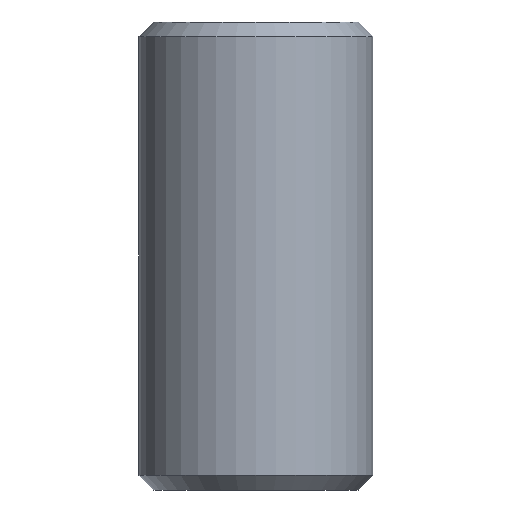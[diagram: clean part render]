
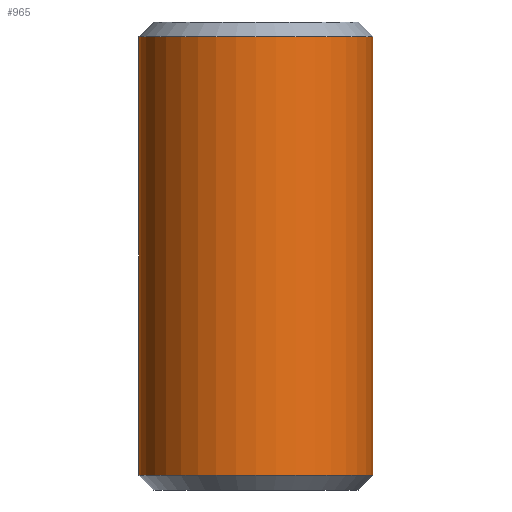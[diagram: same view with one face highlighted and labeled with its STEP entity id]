
A CAD part, front view. The second image highlights one B-rep face of the part: STEP entity #965.
In plain terms, the highlighted cylindrical face has radius 2 mm (diameter 4 mm), a full revolution.
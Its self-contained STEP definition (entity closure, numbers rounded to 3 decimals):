
#73=FACE_OUTER_BOUND('',#125,.T.);
#125=EDGE_LOOP('',(#750,#751,#752,#753,#754,#755));
#144=CIRCLE('',#1039,2.);
#145=CIRCLE('',#1040,2.);
#146=CIRCLE('',#1042,2.);
#147=CIRCLE('',#1043,2.);
#285=LINE('',#2992,#329);
#329=VECTOR('',#1209,2.);
#424=VERTEX_POINT('',#2982);
#425=VERTEX_POINT('',#2984);
#426=VERTEX_POINT('',#2988);
#427=VERTEX_POINT('',#2989);
#561=EDGE_CURVE('',#424,#425,#144,.T.);
#562=EDGE_CURVE('',#425,#424,#145,.T.);
#563=EDGE_CURVE('',#426,#427,#146,.T.);
#564=EDGE_CURVE('',#427,#426,#147,.T.);
#565=EDGE_CURVE('',#427,#425,#285,.T.);
#750=ORIENTED_EDGE('',*,*,#563,.F.);
#751=ORIENTED_EDGE('',*,*,#564,.F.);
#752=ORIENTED_EDGE('',*,*,#565,.T.);
#753=ORIENTED_EDGE('',*,*,#561,.F.);
#754=ORIENTED_EDGE('',*,*,#562,.F.);
#755=ORIENTED_EDGE('',*,*,#565,.F.);
#920=CYLINDRICAL_SURFACE('',#1041,2.);
#965=ADVANCED_FACE('',(#73),#920,.T.);
#1039=AXIS2_PLACEMENT_3D('',#2985,#1199,#1200);
#1040=AXIS2_PLACEMENT_3D('',#2986,#1201,#1202);
#1041=AXIS2_PLACEMENT_3D('',#2987,#1203,#1204);
#1042=AXIS2_PLACEMENT_3D('',#2990,#1205,#1206);
#1043=AXIS2_PLACEMENT_3D('',#2991,#1207,#1208);
#1199=DIRECTION('center_axis',(0.,0.,-1.));
#1200=DIRECTION('ref_axis',(-1.,0.,0.));
#1201=DIRECTION('center_axis',(0.,0.,-1.));
#1202=DIRECTION('ref_axis',(-1.,0.,0.));
#1203=DIRECTION('center_axis',(0.,0.,1.));
#1204=DIRECTION('ref_axis',(1.,0.,0.));
#1205=DIRECTION('center_axis',(0.,0.,1.));
#1206=DIRECTION('ref_axis',(-1.,0.,0.));
#1207=DIRECTION('center_axis',(0.,0.,1.));
#1208=DIRECTION('ref_axis',(-1.,0.,0.));
#1209=DIRECTION('',(0.,0.,-1.));
#2982=CARTESIAN_POINT('',(2.,0.,-9.35));
#2984=CARTESIAN_POINT('',(-2.,0.,-9.35));
#2985=CARTESIAN_POINT('Origin',(0.,0.,-9.35));
#2986=CARTESIAN_POINT('Origin',(0.,0.,-9.35));
#2987=CARTESIAN_POINT('Origin',(0.,0.,-5.6));
#2988=CARTESIAN_POINT('',(2.,0.,-1.85));
#2989=CARTESIAN_POINT('',(-2.,0.,-1.85));
#2990=CARTESIAN_POINT('Origin',(0.,0.,-1.85));
#2991=CARTESIAN_POINT('Origin',(0.,0.,-1.85));
#2992=CARTESIAN_POINT('',(-2.,0.,-5.6));
